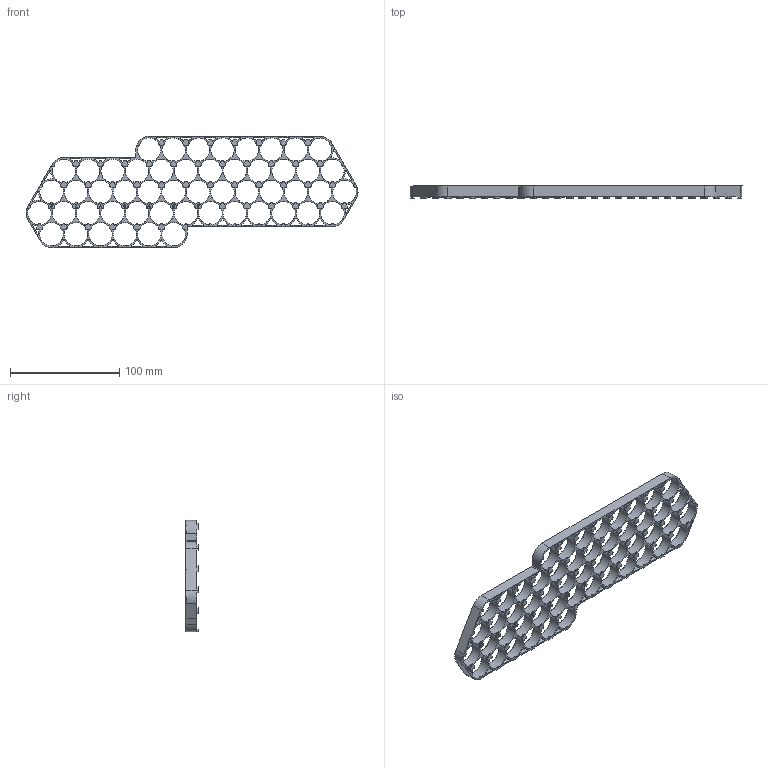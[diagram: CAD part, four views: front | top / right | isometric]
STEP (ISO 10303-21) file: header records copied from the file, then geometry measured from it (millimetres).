
FILE_DESCRIPTION(/* description */ (''),/* implementation_level */ '2;1');
FILE_NAME(/* name */ 'PLA0467.stp',/* time_stamp */ '2020-09-01T15:45:39+08:00',/* author */ (''),/* organization */ (''),/* preprocessor_version */ 'ST-DEVELOPER v16.7',/* originating_system */ 'SIEMENS PLM Software NX 12.0',/* authorisation */ '');
FILE_SCHEMA (('AP203_CONFIGURATION_CONTROLLED_3D_DESIGN_OF_MECHANICAL_PARTS_AND_ASSEMBLIES_MIM_LF { 1 0 10303 403 2 1 2}'));
Length unit declared in the file: millimetre
Products named in the file (1): 0694CC56yjd2
Bounding box: 303.25 x 11 x 101.75 mm (x, y, z)
Volume: 44103.8 mm3; surface area: 59508.9 mm2
Topology: 1 solids, 1 shells, 1404 faces, 3923 edges, 2470 vertices
Faces by surface type: plane 743, cylinder 586, cone 51, extrusion 24
Full cylindrical faces by diameter (mm): 21.5 x52, 22.1 x52
Entity records: 44681 total; most frequent: CARTESIAN_POINT 8145, DIRECTION 7913, ORIENTED_EDGE 7432, EDGE_CURVE 3716, AXIS2_PLACEMENT_3D 2848, VERTEX_POINT 2420, VECTOR 2217, LINE 2193
